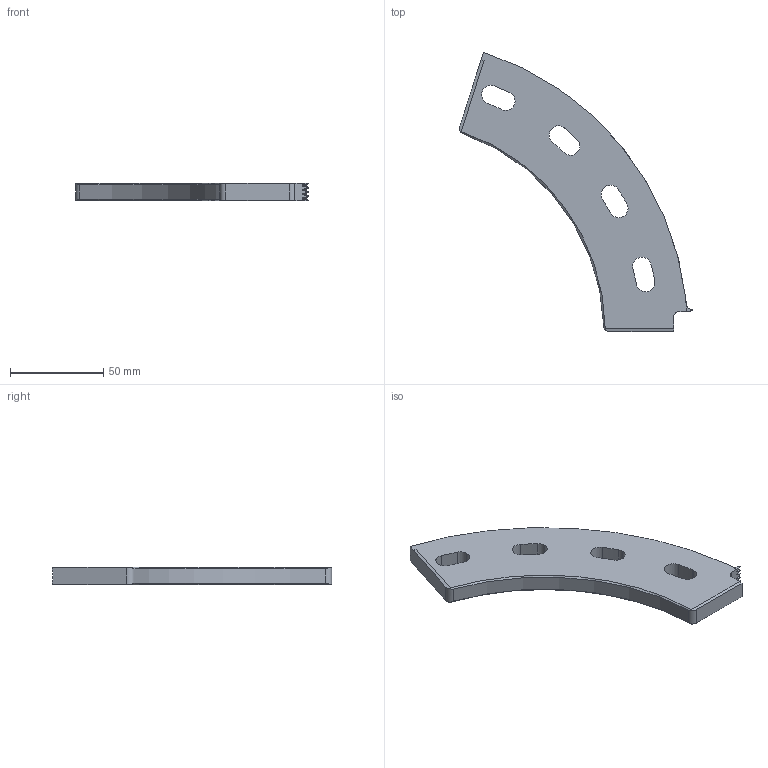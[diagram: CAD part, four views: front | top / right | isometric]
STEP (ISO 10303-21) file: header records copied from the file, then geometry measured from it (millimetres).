
FILE_DESCRIPTION (( 'STEP AP203' ), '1' );
FILE_NAME ('M971134-SRT.STEP', '2022-04-27T15:50:38', ( '' ), ( '' ), 'SwSTEP 2.0', 'SolidWorks 2020', '' );
FILE_SCHEMA (( 'CONFIG_CONTROL_DESIGN' ));
Length unit declared in the file: inch
Products named in the file (1): M971134-SRT
Bounding box: 125.1 x 150.04 x 9.51 mm (x, y, z)
Volume: 65503.2 mm3; surface area: 19618.1 mm2
Topology: 1 solids, 1 shells, 70 faces, 201 edges, 133 vertices
Faces by surface type: cylinder 34, plane 32, torus 2, cone 2
Entity records: 2425 total; most frequent: CARTESIAN_POINT 551, ORIENTED_EDGE 402, DIRECTION 356, EDGE_CURVE 201, VERTEX_POINT 133, AXIS2_PLACEMENT_3D 126, LINE 104, VECTOR 104
